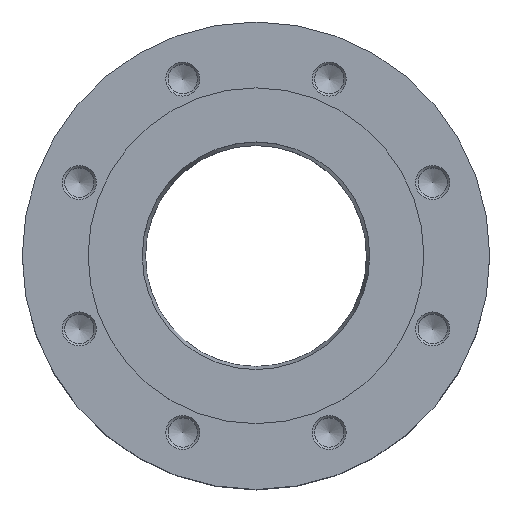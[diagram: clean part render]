
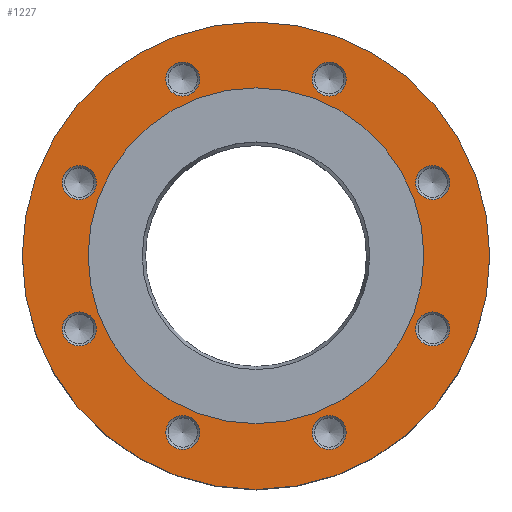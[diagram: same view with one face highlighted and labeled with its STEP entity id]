
A CAD part, top view. The second image highlights one B-rep face of the part: STEP entity #1227.
In plain terms, the highlighted planar face has unit normal (0, 0, 1).
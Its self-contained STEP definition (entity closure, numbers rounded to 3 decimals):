
#140=ORIENTED_EDGE('',*,*,#257,.T.);
#141=ORIENTED_EDGE('',*,*,#258,.T.);
#142=ORIENTED_EDGE('',*,*,#259,.T.);
#143=ORIENTED_EDGE('',*,*,#260,.T.);
#144=ORIENTED_EDGE('',*,*,#261,.T.);
#145=ORIENTED_EDGE('',*,*,#262,.T.);
#146=ORIENTED_EDGE('',*,*,#263,.T.);
#147=ORIENTED_EDGE('',*,*,#264,.T.);
#148=ORIENTED_EDGE('',*,*,#265,.T.);
#149=ORIENTED_EDGE('',*,*,#256,.F.);
#256=EDGE_CURVE('',#323,#323,#406,.T.);
#257=EDGE_CURVE('',#324,#324,#407,.T.);
#258=EDGE_CURVE('',#325,#325,#408,.T.);
#259=EDGE_CURVE('',#326,#326,#409,.T.);
#260=EDGE_CURVE('',#327,#327,#410,.T.);
#261=EDGE_CURVE('',#328,#328,#411,.T.);
#262=EDGE_CURVE('',#329,#329,#412,.T.);
#263=EDGE_CURVE('',#330,#330,#413,.T.);
#264=EDGE_CURVE('',#331,#331,#414,.T.);
#265=EDGE_CURVE('',#332,#332,#415,.T.);
#323=VERTEX_POINT('',#1757);
#324=VERTEX_POINT('',#1760);
#325=VERTEX_POINT('',#1762);
#326=VERTEX_POINT('',#1764);
#327=VERTEX_POINT('',#1766);
#328=VERTEX_POINT('',#1768);
#329=VERTEX_POINT('',#1770);
#330=VERTEX_POINT('',#1772);
#331=VERTEX_POINT('',#1774);
#332=VERTEX_POINT('',#1776);
#406=CIRCLE('',#1325,110.);
#407=CIRCLE('',#1327,79.);
#408=CIRCLE('',#1328,8.);
#409=CIRCLE('',#1329,8.);
#410=CIRCLE('',#1330,8.);
#411=CIRCLE('',#1331,8.);
#412=CIRCLE('',#1332,8.);
#413=CIRCLE('',#1333,8.);
#414=CIRCLE('',#1334,8.);
#415=CIRCLE('',#1335,8.);
#491=EDGE_LOOP('',(#140));
#492=EDGE_LOOP('',(#141));
#493=EDGE_LOOP('',(#142));
#494=EDGE_LOOP('',(#143));
#495=EDGE_LOOP('',(#144));
#496=EDGE_LOOP('',(#145));
#497=EDGE_LOOP('',(#146));
#498=EDGE_LOOP('',(#147));
#499=EDGE_LOOP('',(#148));
#500=EDGE_LOOP('',(#149));
#625=FACE_BOUND('',#491,.T.);
#626=FACE_BOUND('',#492,.T.);
#627=FACE_BOUND('',#493,.T.);
#628=FACE_BOUND('',#494,.T.);
#629=FACE_BOUND('',#495,.T.);
#630=FACE_BOUND('',#496,.T.);
#631=FACE_BOUND('',#497,.T.);
#632=FACE_BOUND('',#498,.T.);
#633=FACE_BOUND('',#499,.T.);
#634=FACE_BOUND('',#500,.T.);
#738=PLANE('',#1326);
#1227=ADVANCED_FACE('',(#625,#626,#627,#628,#629,#630,#631,#632,#633,#634),
#738,.T.);
#1325=AXIS2_PLACEMENT_3D('',#1756,#1505,#1506);
#1326=AXIS2_PLACEMENT_3D('',#1758,#1507,#1508);
#1327=AXIS2_PLACEMENT_3D('',#1759,#1509,#1510);
#1328=AXIS2_PLACEMENT_3D('',#1761,#1511,#1512);
#1329=AXIS2_PLACEMENT_3D('',#1763,#1513,#1514);
#1330=AXIS2_PLACEMENT_3D('',#1765,#1515,#1516);
#1331=AXIS2_PLACEMENT_3D('',#1767,#1517,#1518);
#1332=AXIS2_PLACEMENT_3D('',#1769,#1519,#1520);
#1333=AXIS2_PLACEMENT_3D('',#1771,#1521,#1522);
#1334=AXIS2_PLACEMENT_3D('',#1773,#1523,#1524);
#1335=AXIS2_PLACEMENT_3D('',#1775,#1525,#1526);
#1505=DIRECTION('',(0.,0.,-1.));
#1506=DIRECTION('',(-1.,0.,0.));
#1507=DIRECTION('',(0.,0.,1.));
#1508=DIRECTION('',(1.,0.,0.));
#1509=DIRECTION('',(0.,0.,-1.));
#1510=DIRECTION('',(-1.,0.,0.));
#1511=DIRECTION('',(0.,0.,-1.));
#1512=DIRECTION('',(-1.,0.,0.));
#1513=DIRECTION('',(0.,0.,-1.));
#1514=DIRECTION('',(-1.,0.,0.));
#1515=DIRECTION('',(0.,0.,-1.));
#1516=DIRECTION('',(-1.,0.,0.));
#1517=DIRECTION('',(0.,0.,-1.));
#1518=DIRECTION('',(-1.,0.,0.));
#1519=DIRECTION('',(0.,0.,-1.));
#1520=DIRECTION('',(-1.,0.,0.));
#1521=DIRECTION('',(0.,0.,-1.));
#1522=DIRECTION('',(-1.,0.,0.));
#1523=DIRECTION('',(0.,0.,-1.));
#1524=DIRECTION('',(-1.,0.,0.));
#1525=DIRECTION('',(0.,0.,-1.));
#1526=DIRECTION('',(-1.,0.,0.));
#1756=CARTESIAN_POINT('',(0.,0.,-2.));
#1757=CARTESIAN_POINT('',(-110.,0.,-2.));
#1758=CARTESIAN_POINT('',(0.,110.,-2.));
#1759=CARTESIAN_POINT('',(0.,0.,-2.));
#1760=CARTESIAN_POINT('',(-79.,0.,-2.));
#1761=CARTESIAN_POINT('',(-34.442,83.149,-2.));
#1762=CARTESIAN_POINT('',(-42.442,83.149,-2.));
#1763=CARTESIAN_POINT('',(-83.149,34.442,-2.));
#1764=CARTESIAN_POINT('',(-91.149,34.442,-2.));
#1765=CARTESIAN_POINT('',(-83.149,-34.442,-2.));
#1766=CARTESIAN_POINT('',(-91.149,-34.442,-2.));
#1767=CARTESIAN_POINT('',(-34.442,-83.149,-2.));
#1768=CARTESIAN_POINT('',(-42.442,-83.149,-2.));
#1769=CARTESIAN_POINT('',(34.442,-83.149,-2.));
#1770=CARTESIAN_POINT('',(26.442,-83.149,-2.));
#1771=CARTESIAN_POINT('',(83.149,-34.442,-2.));
#1772=CARTESIAN_POINT('',(75.149,-34.442,-2.));
#1773=CARTESIAN_POINT('',(83.149,34.442,-2.));
#1774=CARTESIAN_POINT('',(75.149,34.442,-2.));
#1775=CARTESIAN_POINT('',(34.442,83.149,-2.));
#1776=CARTESIAN_POINT('',(26.442,83.149,-2.));
